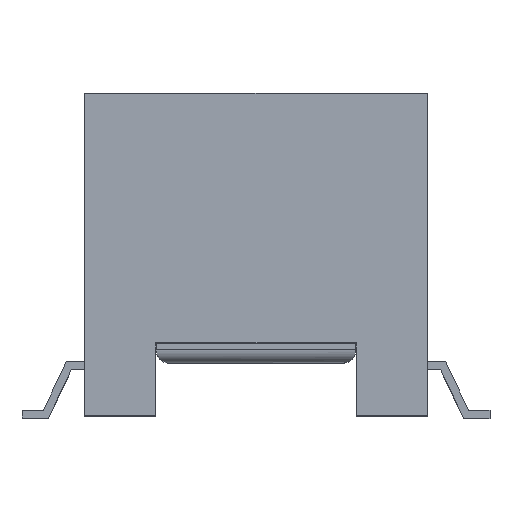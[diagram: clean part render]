
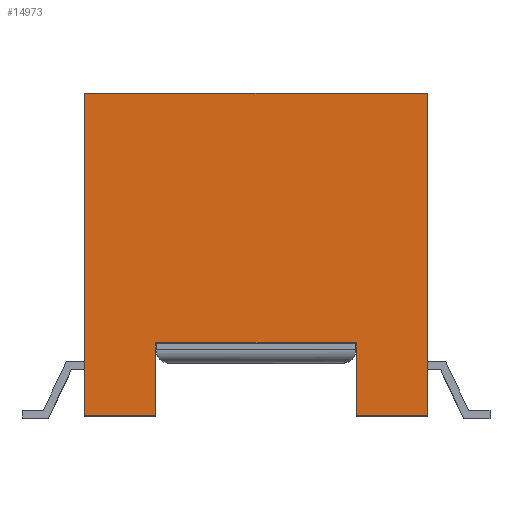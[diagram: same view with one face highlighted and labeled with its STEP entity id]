
A CAD part, top view. The second image highlights one B-rep face of the part: STEP entity #14973.
In plain terms, the highlighted planar face has unit normal (0, 0, -1).
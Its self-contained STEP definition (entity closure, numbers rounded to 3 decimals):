
#55 = EDGE_CURVE ( 'NONE', #7991, #1101, #20415, .T. ) ;
#74 = LINE ( 'NONE', #18814, #11364 ) ;
#114 = VECTOR ( 'NONE', #2881, 1000. ) ;
#265 = LINE ( 'NONE', #579, #3290 ) ;
#413 = ORIENTED_EDGE ( 'NONE', *, *, #11120, .T. ) ;
#579 = CARTESIAN_POINT ( 'NONE',  ( -3.8, 12.22, 6.73 ) ) ;
#673 = CARTESIAN_POINT ( 'NONE',  ( 6.5, 12.22, 6.73 ) ) ;
#1008 = ORIENTED_EDGE ( 'NONE', *, *, #16855, .F. ) ;
#1101 = VERTEX_POINT ( 'NONE', #9817 ) ;
#1319 = VERTEX_POINT ( 'NONE', #5637 ) ;
#1493 = ORIENTED_EDGE ( 'NONE', *, *, #16039, .T. ) ;
#1494 = AXIS2_PLACEMENT_3D ( 'NONE', #3583, #11853, #6783 ) ;
#2060 = LINE ( 'NONE', #2921, #11343 ) ;
#2208 = EDGE_CURVE ( 'NONE', #17433, #5207, #2060, .T. ) ;
#2570 = DIRECTION ( 'NONE',  ( 0., 1., 0. ) ) ;
#2859 = DIRECTION ( 'NONE',  ( 0., 1., 0. ) ) ;
#2881 = DIRECTION ( 'NONE',  ( -1., 0., 0. ) ) ;
#2921 = CARTESIAN_POINT ( 'NONE',  ( 6.5, 0., 6.73 ) ) ;
#3197 = EDGE_CURVE ( 'NONE', #17433, #14668, #13355, .T. ) ;
#3290 = VECTOR ( 'NONE', #16748, 1000. ) ;
#3583 = CARTESIAN_POINT ( 'NONE',  ( -6.5, 12.22, 6.73 ) ) ;
#4142 = CARTESIAN_POINT ( 'NONE',  ( 2.167, 12.22, 6.73 ) ) ;
#4489 = DIRECTION ( 'NONE',  ( 0., 1., 0. ) ) ;
#4532 = ORIENTED_EDGE ( 'NONE', *, *, #6178, .T. ) ;
#4687 = ORIENTED_EDGE ( 'NONE', *, *, #3197, .T. ) ;
#5207 = VERTEX_POINT ( 'NONE', #18874 ) ;
#5408 = VERTEX_POINT ( 'NONE', #18093 ) ;
#5446 = PLANE ( 'NONE',  #1494 ) ;
#5637 = CARTESIAN_POINT ( 'NONE',  ( -6.5, 12.22, 6.73 ) ) ;
#6031 = VECTOR ( 'NONE', #2570, 1000. ) ;
#6178 = EDGE_CURVE ( 'NONE', #1319, #5408, #12718, .T. ) ;
#6253 = DIRECTION ( 'NONE',  ( 1., 0., 0. ) ) ;
#6527 = CARTESIAN_POINT ( 'NONE',  ( -3.8, 2.75, 6.73 ) ) ;
#6783 = DIRECTION ( 'NONE',  ( -1., 0., 0. ) ) ;
#7353 = CARTESIAN_POINT ( 'NONE',  ( 3.8, 2.75, 6.73 ) ) ;
#7357 = FACE_OUTER_BOUND ( 'NONE', #18197, .T. ) ;
#7608 = ORIENTED_EDGE ( 'NONE', *, *, #9618, .T. ) ;
#7991 = VERTEX_POINT ( 'NONE', #11559 ) ;
#8590 = LINE ( 'NONE', #13739, #10611 ) ;
#9270 = ORIENTED_EDGE ( 'NONE', *, *, #55, .T. ) ;
#9397 = CARTESIAN_POINT ( 'NONE',  ( -6.5, 0., 6.73 ) ) ;
#9618 = EDGE_CURVE ( 'NONE', #14668, #12079, #8590, .T. ) ;
#9817 = CARTESIAN_POINT ( 'NONE',  ( -6.5, 0., 6.73 ) ) ;
#10056 = VECTOR ( 'NONE', #4489, 1000. ) ;
#10581 = LINE ( 'NONE', #12189, #6031 ) ;
#10611 = VECTOR ( 'NONE', #19725, 1000. ) ;
#11120 = EDGE_CURVE ( 'NONE', #12079, #7991, #265, .T. ) ;
#11343 = VECTOR ( 'NONE', #6253, 1000. ) ;
#11364 = VECTOR ( 'NONE', #2859, 1000. ) ;
#11559 = CARTESIAN_POINT ( 'NONE',  ( -3.8, 0., 6.73 ) ) ;
#11810 = CARTESIAN_POINT ( 'NONE',  ( 3.8, 0., 6.73 ) ) ;
#11853 = DIRECTION ( 'NONE',  ( 0., 0., -1. ) ) ;
#12079 = VERTEX_POINT ( 'NONE', #6527 ) ;
#12189 = CARTESIAN_POINT ( 'NONE',  ( 6.5, 12.22, 6.73 ) ) ;
#12718 = B_SPLINE_CURVE_WITH_KNOTS ( 'NONE', 3,
 ( #16983, #15164, #4142, #673 ),
 .UNSPECIFIED., .F., .F.,
 ( 4, 4 ),
 ( 0., 1. ),
 .UNSPECIFIED. ) ;
#13355 = LINE ( 'NONE', #18925, #10056 ) ;
#13739 = CARTESIAN_POINT ( 'NONE',  ( -6.5, 2.75, 6.73 ) ) ;
#14668 = VERTEX_POINT ( 'NONE', #7353 ) ;
#14973 = ADVANCED_FACE ( 'NONE', ( #7357 ), #5446, .T. ) ;
#15164 = CARTESIAN_POINT ( 'NONE',  ( -2.167, 12.22, 6.73 ) ) ;
#16039 = EDGE_CURVE ( 'NONE', #1101, #1319, #74, .T. ) ;
#16748 = DIRECTION ( 'NONE',  ( 0., -1., 0. ) ) ;
#16855 = EDGE_CURVE ( 'NONE', #5207, #5408, #10581, .T. ) ;
#16983 = CARTESIAN_POINT ( 'NONE',  ( -6.5, 12.22, 6.73 ) ) ;
#17433 = VERTEX_POINT ( 'NONE', #11810 ) ;
#18093 = CARTESIAN_POINT ( 'NONE',  ( 6.5, 12.22, 6.73 ) ) ;
#18197 = EDGE_LOOP ( 'NONE', ( #413, #9270, #1493, #4532, #1008, #19099, #4687, #7608 ) ) ;
#18814 = CARTESIAN_POINT ( 'NONE',  ( -6.5, 12.22, 6.73 ) ) ;
#18874 = CARTESIAN_POINT ( 'NONE',  ( 6.5, 0., 6.73 ) ) ;
#18925 = CARTESIAN_POINT ( 'NONE',  ( 3.8, 12.22, 6.73 ) ) ;
#19099 = ORIENTED_EDGE ( 'NONE', *, *, #2208, .F. ) ;
#19725 = DIRECTION ( 'NONE',  ( -1., 0., 0. ) ) ;
#20415 = LINE ( 'NONE', #9397, #114 ) ;
